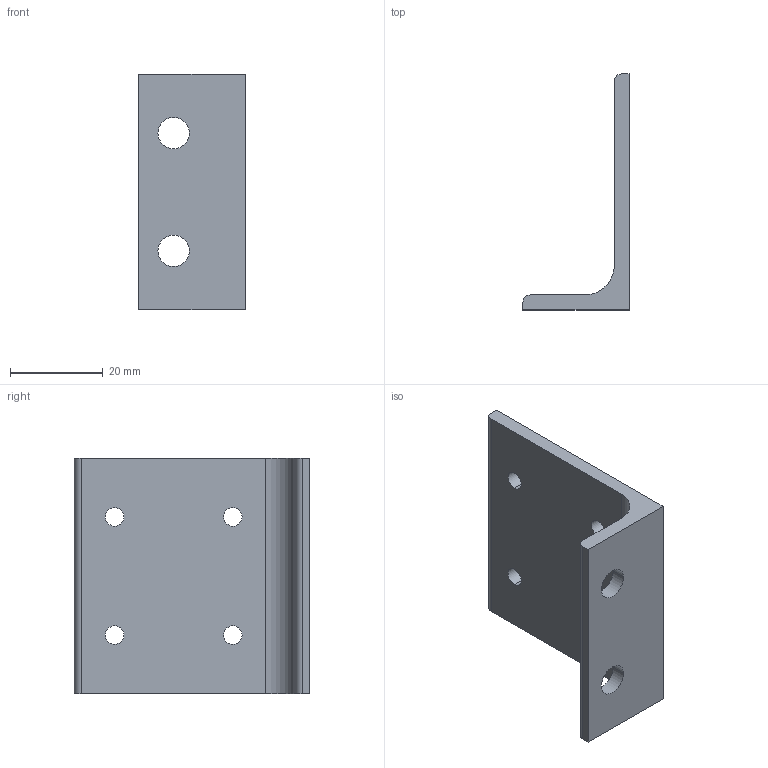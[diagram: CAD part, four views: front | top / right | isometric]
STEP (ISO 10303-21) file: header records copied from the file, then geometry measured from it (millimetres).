
FILE_DESCRIPTION (( 'STEP AP203' ), '1' );
FILE_NAME ('8982K141_Multipurpose 6061 Aluminum 90 Degree Angle_8982K141_sldprt.STEP', '2021-07-20T03:32:46', ( '' ), ( '' ), 'SwSTEP 2.0', 'SolidWorks 2019', '' );
FILE_SCHEMA (( 'CONFIG_CONTROL_DESIGN' ));
Length unit declared in the file: inch
Products named in the file (1): 8982K141_Multipurpose 6061 Aluminum 90 Degree Angle_8982K141_sldprt
Bounding box: 22.86 x 50.8 x 50.8 mm (x, y, z)
Volume: 11365.9 mm3; surface area: 7789.3 mm2
Topology: 1 solids, 1 shells, 23 faces, 63 edges, 42 vertices
Faces by surface type: cylinder 15, plane 8
Entity records: 850 total; most frequent: DIRECTION 141, CARTESIAN_POINT 129, ORIENTED_EDGE 126, EDGE_CURVE 63, AXIS2_PLACEMENT_3D 54, VERTEX_POINT 42, EDGE_LOOP 35, VECTOR 33
